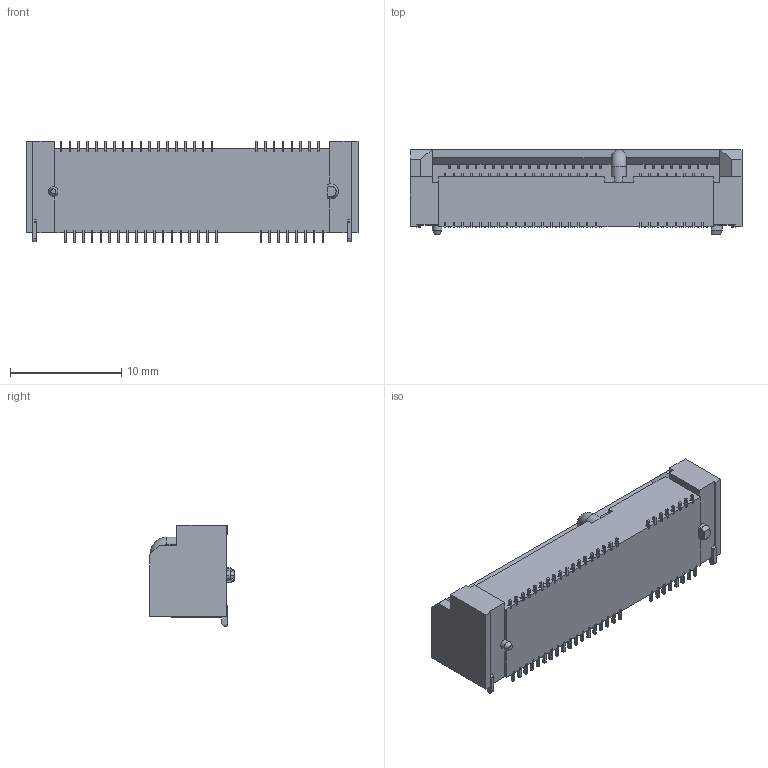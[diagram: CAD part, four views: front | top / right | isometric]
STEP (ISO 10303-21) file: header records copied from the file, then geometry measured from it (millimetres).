
FILE_DESCRIPTION((''),'2;1');
FILE_NAME('C-1759547-1','2016-08-10T',('workeradm'),('Tyco Electronics Ltd.'),'CREO PARAMETRIC BY PTC INC, 2016050','CREO PARAMETRIC BY PTC INC, 2016050','');
FILE_SCHEMA(('AUTOMOTIVE_DESIGN { 1 0 10303 214 1 1 1 1 }'));
Length unit declared in the file: millimetre
Products named in the file (1): C-1759547-1
Bounding box: 29.9 x 7.65 x 9.1 mm (x, y, z)
Volume: 1387 mm3; surface area: 1191.3 mm2
Topology: 1 solids, 1 shells, 911 faces, 2535 edges, 1652 vertices
Faces by surface type: plane 585, cylinder 322, cone 3, torus 1
Entity records: 36859 total; most frequent: CARTESIAN_POINT 5127, ORIENTED_EDGE 5070, DIRECTION 5007, PRESENTATION_STYLE_ASSIGNMENT 2536, STYLED_ITEM 2536, CURVE_STYLE 2535, EDGE_CURVE 2535, VECTOR 1875
